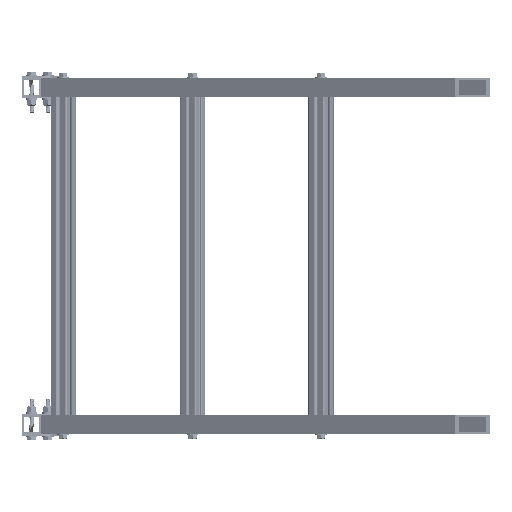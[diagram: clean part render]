
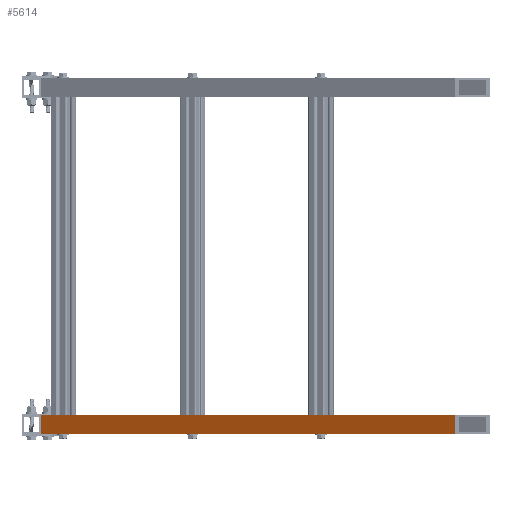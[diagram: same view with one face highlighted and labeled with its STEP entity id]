
A CAD part, front view. The second image highlights one B-rep face of the part: STEP entity #5614.
In plain terms, the highlighted planar face has unit normal (-0.536, -0.844, 0).
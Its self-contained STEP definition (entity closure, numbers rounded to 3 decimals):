
#574=PLANE('',#6090);
#693=FACE_OUTER_BOUND('',#1024,.T.);
#1024=EDGE_LOOP('',(#3882,#3883,#3884,#3885));
#1382=LINE('',#8321,#1778);
#1386=LINE('',#8328,#1782);
#1387=LINE('',#8331,#1783);
#1388=LINE('',#8332,#1784);
#1778=VECTOR('',#6771,10.);
#1782=VECTOR('',#6777,10.);
#1783=VECTOR('',#6780,10.);
#1784=VECTOR('',#6781,10.);
#2385=VERTEX_POINT('',#8318);
#2386=VERTEX_POINT('',#8320);
#2388=VERTEX_POINT('',#8326);
#2389=VERTEX_POINT('',#8330);
#2969=EDGE_CURVE('',#2385,#2386,#1382,.T.);
#2973=EDGE_CURVE('',#2388,#2385,#1386,.T.);
#2974=EDGE_CURVE('',#2389,#2388,#1387,.T.);
#2975=EDGE_CURVE('',#2389,#2386,#1388,.T.);
#3882=ORIENTED_EDGE('',*,*,#2973,.F.);
#3883=ORIENTED_EDGE('',*,*,#2974,.F.);
#3884=ORIENTED_EDGE('',*,*,#2975,.T.);
#3885=ORIENTED_EDGE('',*,*,#2969,.F.);
#5614=ADVANCED_FACE('',(#693),#574,.T.);
#6090=AXIS2_PLACEMENT_3D('',#8329,#6778,#6779);
#6771=DIRECTION('',(-0.844,0.536,0.));
#6777=DIRECTION('',(0.,0.,-1.));
#6778=DIRECTION('center_axis',(-0.536,-0.844,0.));
#6779=DIRECTION('ref_axis',(0.844,-0.536,0.));
#6780=DIRECTION('',(0.844,-0.536,0.));
#6781=DIRECTION('',(0.,0.,-1.));
#8318=CARTESIAN_POINT('',(565.823,-533.4,-12.7));
#8320=CARTESIAN_POINT('',(12.7,-182.481,-12.7));
#8321=CARTESIAN_POINT('',(565.823,-533.4,-12.7));
#8326=CARTESIAN_POINT('',(565.823,-533.4,12.7));
#8328=CARTESIAN_POINT('',(565.823,-533.4,0.));
#8329=CARTESIAN_POINT('Origin',(12.7,-182.481,0.));
#8330=CARTESIAN_POINT('',(12.7,-182.481,12.7));
#8331=CARTESIAN_POINT('',(565.823,-533.4,12.7));
#8332=CARTESIAN_POINT('',(12.7,-182.481,0.));
